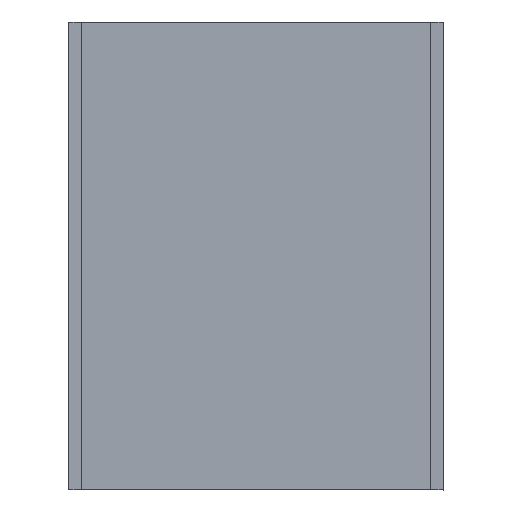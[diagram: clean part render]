
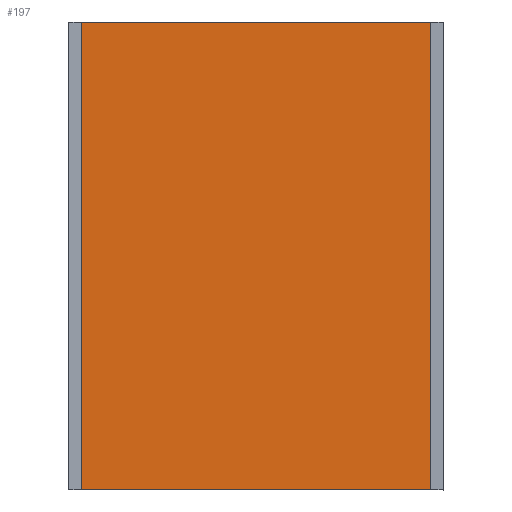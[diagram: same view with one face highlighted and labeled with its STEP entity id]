
A CAD part, top view. The second image highlights one B-rep face of the part: STEP entity #197.
In plain terms, the highlighted face is planar.
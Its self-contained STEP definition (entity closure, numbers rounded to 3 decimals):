
#34=DIRECTION('',(0.,1.,0.));
#35=VECTOR('',#34,750.);
#36=CARTESIAN_POINT('',(280.,-375.,5.));
#37=LINE('',#36,#35);
#38=DIRECTION('',(1.,0.,0.));
#39=VECTOR('',#38,560.);
#40=CARTESIAN_POINT('',(-280.,-375.,5.));
#41=LINE('',#40,#39);
#42=DIRECTION('',(0.,1.,0.));
#43=VECTOR('',#42,750.);
#44=CARTESIAN_POINT('',(-280.,-375.,5.));
#45=LINE('',#44,#43);
#46=DIRECTION('',(-1.,0.,0.));
#47=VECTOR('',#46,560.);
#48=CARTESIAN_POINT('',(280.,375.,5.));
#49=LINE('',#48,#47);
#122=CARTESIAN_POINT('',(280.,-375.,5.));
#123=CARTESIAN_POINT('',(280.,375.,5.));
#124=VERTEX_POINT('',#122);
#125=VERTEX_POINT('',#123);
#126=CARTESIAN_POINT('',(-280.,-375.,5.));
#127=CARTESIAN_POINT('',(-280.,375.,5.));
#128=VERTEX_POINT('',#126);
#129=VERTEX_POINT('',#127);
#183=CARTESIAN_POINT('',(0.,0.,5.));
#184=DIRECTION('',(0.,0.,1.));
#185=DIRECTION('',(1.,0.,0.));
#186=AXIS2_PLACEMENT_3D('',#183,#184,#185);
#187=PLANE('',#186);
#189=ORIENTED_EDGE('',*,*,#188,.F.);
#191=ORIENTED_EDGE('',*,*,#190,.F.);
#193=ORIENTED_EDGE('',*,*,#192,.T.);
#194=ORIENTED_EDGE('',*,*,#166,.F.);
#195=EDGE_LOOP('',(#189,#191,#193,#194));
#196=FACE_OUTER_BOUND('',#195,.F.);
#166=EDGE_CURVE('',#125,#129,#49,.T.);
#188=EDGE_CURVE('',#124,#125,#37,.T.);
#190=EDGE_CURVE('',#128,#124,#41,.T.);
#192=EDGE_CURVE('',#128,#129,#45,.T.);
#197=ADVANCED_FACE('',(#196),#187,.T.);
